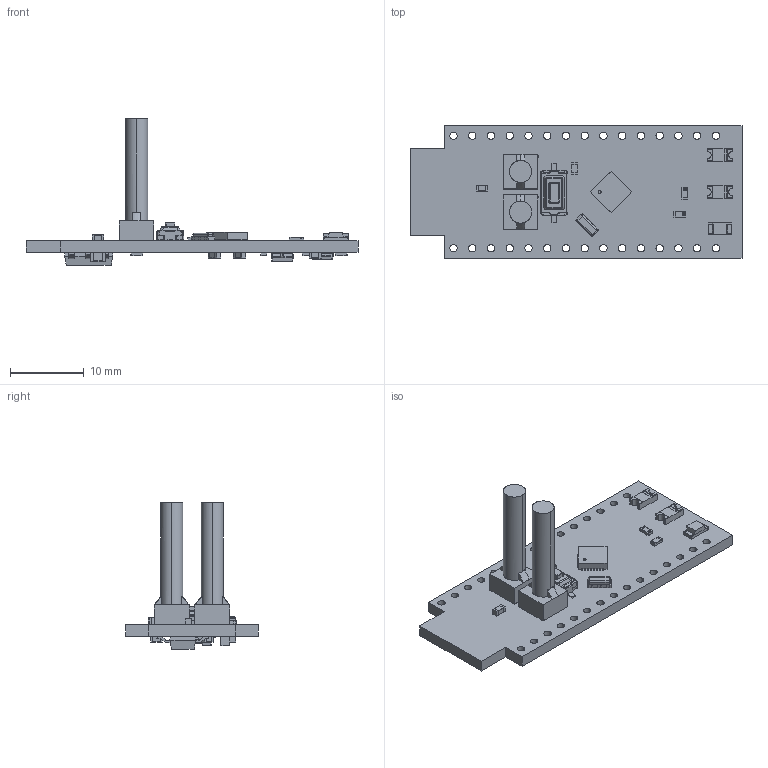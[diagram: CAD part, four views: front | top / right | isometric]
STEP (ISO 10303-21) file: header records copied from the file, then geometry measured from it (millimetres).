
FILE_DESCRIPTION(('HOOPS Exchange Step'),'2;1');
FILE_NAME('export-870E8FE2-2463-40A7-A05F-360537590407.stp','2019-10-26T10:52:16-05:00',('steve'),('Alibre'),'HOOPS Exchange 2019.2','Alibre','Unknown authorisation');
FILE_SCHEMA( ('AP242_MANAGED_MODEL_BASED_3D_ENGINEERING_MIM_LF {1 0 10303 442 1 1 4 }') );
Length unit declared in the file: millimetre
Products named in the file (72): Open CASCADE STEP translator 7.3 1.1.2.1; Pcb; PCB_Sketch; Board_Geoms; L3_LED_1206_3216Metric_5D5B449F; L1_LED_1206_3216Metric_5D520C8B; L1_VLP-650-F_5D520C8B[2]; L2_LED_1206_3216Metric_5D5207AE; L2_VLP-650-F_5D5207AE[2]; PTS636SK25FSMTRLFS; PTS636SK25FSMTRLFS_2; PTS636SK25FSMTRLFS_3; PTS636SK25FSMTRLFS_4; PTS636SK25FSMTRLFS_5; PTS636SK25FSMTRLFS_6; PTS636SK25FSMTRLFS_7; PTS636SK25FSMTRLFS_8; PTS636SK25FSMTRLFS_9; PTS636SK25FSMTRLFS_10; PTS636SK25FSMTRLFS_11; PTS636SK25FSMTRLFS_12; PTS636SK25FSMTRLFS_13; R1_R_0603_1608Metric_5D55EB9F; C1_C_0603_1608Metric_5D520950; R3_R_0603_1608Metric_5D5AFE69; R2_R_0603_1608Metric_5D562464; U1_QFN_32_1EP_4x4mm_P04mm_EP29x29mm_5D520A1B; CSTNE16M0V530000R0--3DModel-STEP-56544; CSTNE16M0V530000R0--3DModel-STEP-56544_2; CSTNE16M0V530000R0--3DModel-STEP-56544_3; CSTNE16M0V530000R0--3DModel-STEP-56544_4; CSTNE16M0V530000R0--3DModel-STEP-56544_5; CSTNE16M0V530000R0--3DModel-STEP-56544_6; CSTNE16M0V530000R0--3DModel-STEP-56544_7; CSTNE16M0V530000R0--3DModel-STEP-56544_8; CSTNE16M0V530000R0--3DModel-STEP-56544_9; CSTNE16M0V530000R0--3DModel-STEP-56544_10; CSTNE16M0V530000R0--3DModel-STEP-56544_11; CSTNE16M0V530000R0--3DModel-STEP-56544_12; CSTNE16M0V530000R0--3DModel-STEP-56544_13 ...
Assembly tree (71 placements, depth 5):
  uC_board
    Board_Geoms
      Pcb
        Open CASCADE STEP translator 7.3 1.1.2.1
      PCB_Sketch
    Step_Models
      Top
        L3_LED_1206_3216Metric_5D5B449F
        L1_LED_1206_3216Metric_5D520C8B
        L1_VLP-650-F_5D520C8B[2]
        L2_LED_1206_3216Metric_5D5207AE
        L2_VLP-650-F_5D5207AE[2]
        PTS636SK25FSMTRLFS
          PTS636SK25FSMTRLFS
          PTS636SK25FSMTRLFS_2
          PTS636SK25FSMTRLFS_3
          PTS636SK25FSMTRLFS_4
          PTS636SK25FSMTRLFS_5
          PTS636SK25FSMTRLFS_6
          PTS636SK25FSMTRLFS_7
          PTS636SK25FSMTRLFS_8
          PTS636SK25FSMTRLFS_9
          PTS636SK25FSMTRLFS_10
          PTS636SK25FSMTRLFS_11
          PTS636SK25FSMTRLFS_12
          PTS636SK25FSMTRLFS_13
        R1_R_0603_1608Metric_5D55EB9F
        C1_C_0603_1608Metric_5D520950
        R3_R_0603_1608Metric_5D5AFE69
        R2_R_0603_1608Metric_5D562464
        U1_QFN_32_1EP_4x4mm_P04mm_EP29x29mm_5D520A1B
        CSTNE16M0V530000R0--3DModel-STEP-56544
          CSTNE16M0V530000R0--3DModel-STEP-56544
          CSTNE16M0V530000R0--3DModel-STEP-56544_2
          CSTNE16M0V530000R0--3DModel-STEP-56544_3
          CSTNE16M0V530000R0--3DModel-STEP-56544_4
          CSTNE16M0V530000R0--3DModel-STEP-56544_5
          CSTNE16M0V530000R0--3DModel-STEP-56544_6
          CSTNE16M0V530000R0--3DModel-STEP-56544_7
          CSTNE16M0V530000R0--3DModel-STEP-56544_8
          CSTNE16M0V530000R0--3DModel-STEP-56544_9
          CSTNE16M0V530000R0--3DModel-STEP-56544_10
          CSTNE16M0V530000R0--3DModel-STEP-56544_11
          CSTNE16M0V530000R0--3DModel-STEP-56544_12
          CSTNE16M0V530000R0--3DModel-STEP-56544_13
          CSTNE16M0V530000R0--3DModel-STEP-56544_14
          CSTNE16M0V530000R0--3DModel-STEP-56544_15
        D2_D_1206_5D5209B7
        D1_D_1206_5D520ACE
      Bot
        U2_MSOP_8_3x3mm_P065mm_5DA8BF72
        LM1117MP-3.3--3DModel-STEP-56544
          LM1117MP-3.3--3DModel-STEP-56544
          LM1117MP-3.3--3DModel-STEP-56544_2
          LM1117MP-3.3--3DModel-STEP-56544_3
          LM1117MP-3.3--3DModel-STEP-56544_4
          LM1117MP-3.3--3DModel-STEP-56544_5
          LM1117MP-3.3--3DModel-STEP-56544_6
          LM1117MP-3.3--3DModel-STEP-56544_7
          LM1117MP-3.3--3DModel-STEP-56544_8
Bounding box: 45 x 18 x 19.86 mm (x, y, z)
Volume: 1643.3 mm3; surface area: 3374.9 mm2
Topology: 66 solids, 66 shells, 2608 faces, 7374 edges, 4936 vertices
Faces by surface type: plane 1703, cylinder 772, bspline 107, sphere 12, torus 8, cone 6
Entity records: 89538 total; most frequent: CARTESIAN_POINT 20168, ORIENTED_EDGE 14724, DIRECTION 13219, EDGE_CURVE 7362, VECTOR 5091, LINE 5091, VERTEX_POINT 4936, AXIS2_PLACEMENT_3D 4064
